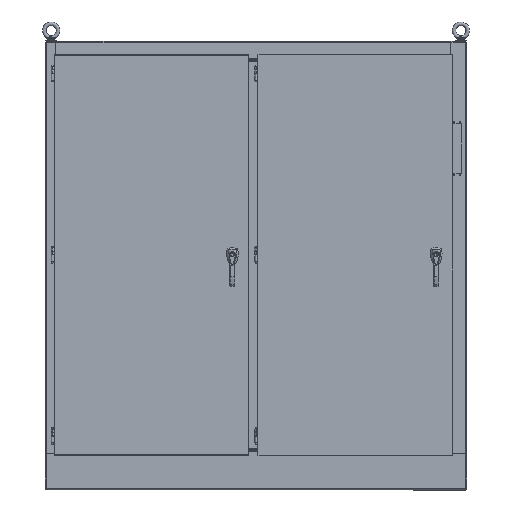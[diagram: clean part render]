
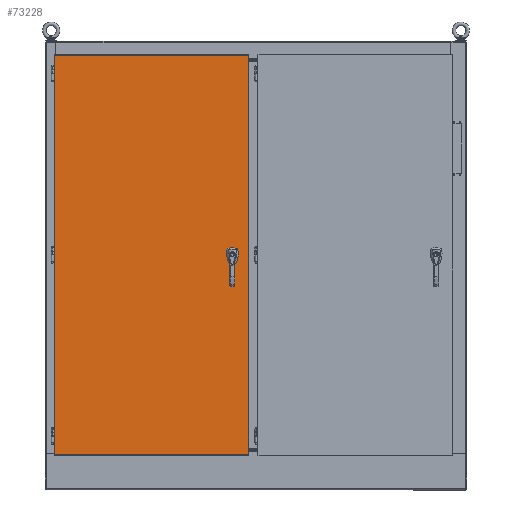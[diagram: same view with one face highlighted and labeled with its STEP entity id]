
A CAD part, top view. The second image highlights one B-rep face of the part: STEP entity #73228.
In plain terms, the highlighted face is planar.
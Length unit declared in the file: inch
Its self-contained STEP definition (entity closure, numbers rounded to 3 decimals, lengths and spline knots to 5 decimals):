
#1355 = DIRECTION ( 'NONE',  ( 1., 0., 0. ) ) ;
#4087 = AXIS2_PLACEMENT_3D ( 'NONE', #68281, #41308, #15980 ) ;
#4786 = DIRECTION ( 'NONE',  ( 0., 0., -1. ) ) ;
#6786 = DIRECTION ( 'NONE',  ( 1., 0., 0. ) ) ;
#10586 = EDGE_LOOP ( 'NONE', ( #34043, #18832, #46538, #132528 ) ) ;
#12834 = LINE ( 'NONE', #81713, #43005 ) ;
#15469 = VECTOR ( 'NONE', #6786, 39.37008 ) ;
#15980 = DIRECTION ( 'NONE',  ( 1., 0., 0. ) ) ;
#16536 = PLANE ( 'NONE',  #4087 ) ;
#18832 = ORIENTED_EDGE ( 'NONE', *, *, #75593, .T. ) ;
#34043 = ORIENTED_EDGE ( 'NONE', *, *, #165279, .T. ) ;
#41308 = DIRECTION ( 'NONE',  ( 0., -1., 0. ) ) ;
#43005 = VECTOR ( 'NONE', #4786, 39.37008 ) ;
#46538 = ORIENTED_EDGE ( 'NONE', *, *, #141759, .F. ) ;
#52415 = CARTESIAN_POINT ( 'NONE',  ( -37.87463, -19.24331, 6.375 ) ) ;
#55470 = VERTEX_POINT ( 'NONE', #80147 ) ;
#55813 = VERTEX_POINT ( 'NONE', #126605 ) ;
#68281 = CARTESIAN_POINT ( 'NONE',  ( 0., -19.24331, 0. ) ) ;
#73228 = ADVANCED_FACE ( 'NONE', ( #140787 ), #16536, .T. ) ;
#75593 = EDGE_CURVE ( 'NONE', #55813, #55470, #88489, .T. ) ;
#80147 = CARTESIAN_POINT ( 'NONE',  ( -1.37481, -19.24331, 6.375 ) ) ;
#81713 = CARTESIAN_POINT ( 'NONE',  ( -1.37481, -19.24331, 81.50051 ) ) ;
#83845 = CARTESIAN_POINT ( 'NONE',  ( -37.87463, -19.24331, 81.50051 ) ) ;
#88489 = LINE ( 'NONE', #52415, #118590 ) ;
#88740 = VERTEX_POINT ( 'NONE', #83845 ) ;
#89887 = DIRECTION ( 'NONE',  ( 0., 0., -1. ) ) ;
#100966 = EDGE_CURVE ( 'NONE', #88740, #128957, #132032, .T. ) ;
#118590 = VECTOR ( 'NONE', #1355, 39.37008 ) ;
#122474 = CARTESIAN_POINT ( 'NONE',  ( -37.87463, -19.24331, 81.50051 ) ) ;
#126605 = CARTESIAN_POINT ( 'NONE',  ( -37.87463, -19.24331, 6.375 ) ) ;
#127195 = VECTOR ( 'NONE', #89887, 39.37008 ) ;
#128957 = VERTEX_POINT ( 'NONE', #144852 ) ;
#132032 = LINE ( 'NONE', #122474, #15469 ) ;
#132528 = ORIENTED_EDGE ( 'NONE', *, *, #100966, .F. ) ;
#140787 = FACE_OUTER_BOUND ( 'NONE', #10586, .T. ) ;
#141759 = EDGE_CURVE ( 'NONE', #128957, #55470, #12834, .T. ) ;
#144852 = CARTESIAN_POINT ( 'NONE',  ( -1.37481, -19.24331, 81.50051 ) ) ;
#161301 = LINE ( 'NONE', #166227, #127195 ) ;
#165279 = EDGE_CURVE ( 'NONE', #88740, #55813, #161301, .T. ) ;
#166227 = CARTESIAN_POINT ( 'NONE',  ( -37.87463, -19.24331, 81.50051 ) ) ;
